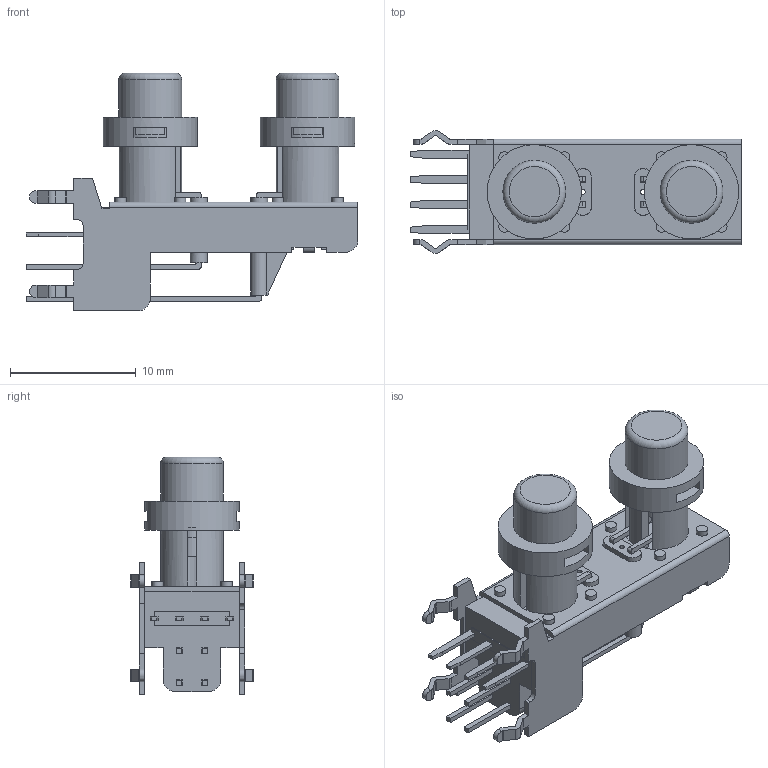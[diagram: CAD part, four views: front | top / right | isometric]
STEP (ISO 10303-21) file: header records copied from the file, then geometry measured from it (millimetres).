
FILE_DESCRIPTION((' '),'2;1');
FILE_NAME('TL3253BxABxAF160Q.stp','2017-07-28T10:13:29',(' '),(' '),' ','ACIS',' ');
FILE_SCHEMA(('CONFIG_CONTROL_DESIGN'));
Length unit declared in the file: inch
Products named in the file (1): TL3253BxABxAF160Q.stp
Bounding box: 26.38 x 9.75 x 18.9 mm (x, y, z)
Volume: 919.9 mm3; surface area: 2753.6 mm2
Topology: 1 solids, 3 shells, 874 faces, 2411 edges, 1586 vertices
Faces by surface type: plane 575, cylinder 269, torus 24, bspline 4, cone 2
Full cylindrical faces by diameter (mm): 0.4 x2, 0.75 x2, 0.9 x8, 1 x3, 1.1 x2, 2.202 x2, 3.1 x2, 5 x2, 5.1 x2, 7.5 x2
Entity records: 27767 total; most frequent: CARTESIAN_POINT 5095, ORIENTED_EDGE 4686, DIRECTION 4676, EDGE_CURVE 2343, VECTOR 1700, LINE 1700, VERTEX_POINT 1563, AXIS2_PLACEMENT_3D 1488
